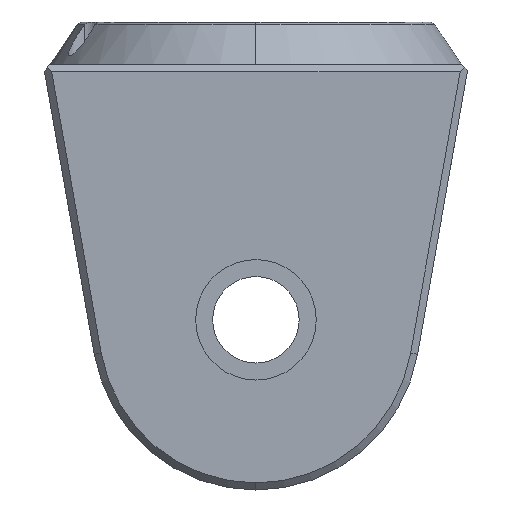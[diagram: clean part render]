
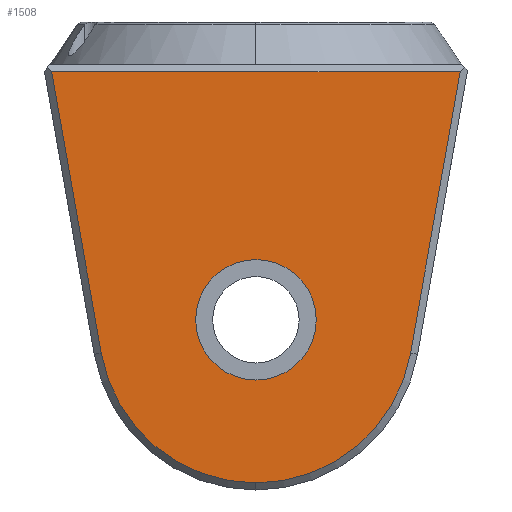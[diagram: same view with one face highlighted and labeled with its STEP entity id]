
A CAD part, left-side view. The second image highlights one B-rep face of the part: STEP entity #1508.
In plain terms, the highlighted planar face has unit normal (-1, 0, 0).
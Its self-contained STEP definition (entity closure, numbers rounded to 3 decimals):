
#32 = LINE ( 'NONE', #1751, #771 ) ;
#117 = DIRECTION ( 'NONE',  ( 0., 0., 1. ) ) ;
#138 = PLANE ( 'NONE',  #1166 ) ;
#145 = EDGE_CURVE ( 'NONE', #1156, #1824, #1738, .T. ) ;
#232 = ORIENTED_EDGE ( 'NONE', *, *, #1686, .F. ) ;
#247 = ORIENTED_EDGE ( 'NONE', *, *, #1540, .T. ) ;
#261 = CARTESIAN_POINT ( 'NONE',  ( -19., 10.904, -2.351 ) ) ;
#280 = EDGE_CURVE ( 'NONE', #1264, #1818, #32, .T. ) ;
#297 = CARTESIAN_POINT ( 'NONE',  ( -19., 0., 0. ) ) ;
#303 = ORIENTED_EDGE ( 'NONE', *, *, #280, .T. ) ;
#311 = DIRECTION ( 'NONE',  ( -1., 0., 0. ) ) ;
#329 = DIRECTION ( 'NONE',  ( -1., 0., 0. ) ) ;
#333 = AXIS2_PLACEMENT_3D ( 'NONE', #297, #1335, #450 ) ;
#435 = DIRECTION ( 'NONE',  ( -1., 0., 0. ) ) ;
#450 = DIRECTION ( 'NONE',  ( 0., 0., 1. ) ) ;
#511 = CARTESIAN_POINT ( 'NONE',  ( -19., -14.404, 17.5 ) ) ;
#529 = CIRCLE ( 'NONE', #333, 4.25 ) ;
#546 = VERTEX_POINT ( 'NONE', #1828 ) ;
#564 = VERTEX_POINT ( 'NONE', #1682 ) ;
#730 = CARTESIAN_POINT ( 'NONE',  ( -19., 10.904, -2.351 ) ) ;
#733 = AXIS2_PLACEMENT_3D ( 'NONE', #1214, #329, #1366 ) ;
#771 = VECTOR ( 'NONE', #876, 1000. ) ;
#772 = EDGE_LOOP ( 'NONE', ( #232, #1282 ) ) ;
#859 = CARTESIAN_POINT ( 'NONE',  ( -19., -10.904, -2.351 ) ) ;
#860 = DIRECTION ( 'NONE',  ( 0., 1., 0. ) ) ;
#876 = DIRECTION ( 'NONE',  ( 0., -0.174, 0.985 ) ) ;
#985 = LINE ( 'NONE', #261, #1713 ) ;
#998 = DIRECTION ( 'NONE',  ( -1., 0., 0. ) ) ;
#1013 = CARTESIAN_POINT ( 'NONE',  ( -19., 0., -0.428 ) ) ;
#1058 = AXIS2_PLACEMENT_3D ( 'NONE', #1865, #998, #117 ) ;
#1084 = CARTESIAN_POINT ( 'NONE',  ( -19., 0., -4.25 ) ) ;
#1096 = CARTESIAN_POINT ( 'NONE',  ( -19., 0., 4.25 ) ) ;
#1149 = DIRECTION ( 'NONE',  ( 0., -0.174, -0.985 ) ) ;
#1156 = VERTEX_POINT ( 'NONE', #1084 ) ;
#1166 = AXIS2_PLACEMENT_3D ( 'NONE', #1013, #435, #1452 ) ;
#1167 = CIRCLE ( 'NONE', #1512, 11.072 ) ;
#1193 = CARTESIAN_POINT ( 'NONE',  ( -19., 0., -0.428 ) ) ;
#1206 = VECTOR ( 'NONE', #860, 1000. ) ;
#1214 = CARTESIAN_POINT ( 'NONE',  ( -19., 0., 0. ) ) ;
#1264 = VERTEX_POINT ( 'NONE', #859 ) ;
#1268 = EDGE_CURVE ( 'NONE', #546, #1656, #985, .T. ) ;
#1282 = ORIENTED_EDGE ( 'NONE', *, *, #145, .F. ) ;
#1316 = FACE_OUTER_BOUND ( 'NONE', #1386, .T. ) ;
#1335 = DIRECTION ( 'NONE',  ( -1., 0., 0. ) ) ;
#1347 = ORIENTED_EDGE ( 'NONE', *, *, #1563, .T. ) ;
#1348 = DIRECTION ( 'NONE',  ( 0., 0., 1. ) ) ;
#1366 = DIRECTION ( 'NONE',  ( 0., 0., 1. ) ) ;
#1386 = EDGE_LOOP ( 'NONE', ( #303, #1347, #1634, #1752, #247 ) ) ;
#1452 = DIRECTION ( 'NONE',  ( 0., 0., 1. ) ) ;
#1508 = ADVANCED_FACE ( 'NONE', ( #1685, #1316 ), #138, .T. ) ;
#1512 = AXIS2_PLACEMENT_3D ( 'NONE', #1193, #311, #1348 ) ;
#1540 = EDGE_CURVE ( 'NONE', #564, #1264, #1637, .T. ) ;
#1563 = EDGE_CURVE ( 'NONE', #1818, #546, #1603, .T. ) ;
#1603 = LINE ( 'NONE', #1728, #1206 ) ;
#1634 = ORIENTED_EDGE ( 'NONE', *, *, #1268, .T. ) ;
#1637 = CIRCLE ( 'NONE', #1058, 11.072 ) ;
#1656 = VERTEX_POINT ( 'NONE', #730 ) ;
#1682 = CARTESIAN_POINT ( 'NONE',  ( -19., 0., -11.5 ) ) ;
#1685 = FACE_BOUND ( 'NONE', #772, .T. ) ;
#1686 = EDGE_CURVE ( 'NONE', #1824, #1156, #529, .T. ) ;
#1713 = VECTOR ( 'NONE', #1149, 1000. ) ;
#1728 = CARTESIAN_POINT ( 'NONE',  ( -19., 14.492, 17.5 ) ) ;
#1738 = CIRCLE ( 'NONE', #733, 4.25 ) ;
#1747 = EDGE_CURVE ( 'NONE', #1656, #564, #1167, .T. ) ;
#1751 = CARTESIAN_POINT ( 'NONE',  ( -19., -14.508, 18.087 ) ) ;
#1752 = ORIENTED_EDGE ( 'NONE', *, *, #1747, .T. ) ;
#1818 = VERTEX_POINT ( 'NONE', #511 ) ;
#1824 = VERTEX_POINT ( 'NONE', #1096 ) ;
#1828 = CARTESIAN_POINT ( 'NONE',  ( -19., 14.404, 17.5 ) ) ;
#1865 = CARTESIAN_POINT ( 'NONE',  ( -19., 0., -0.428 ) ) ;
